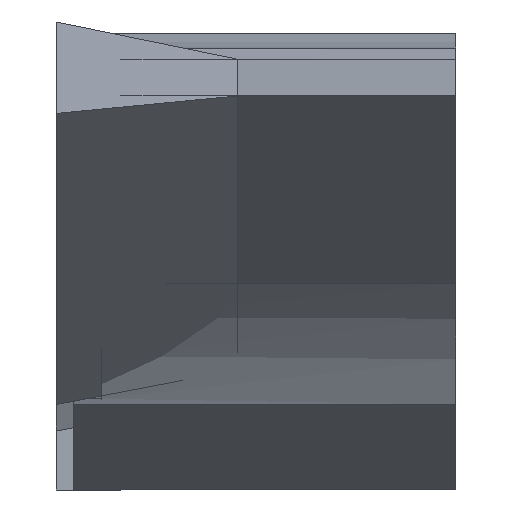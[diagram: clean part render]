
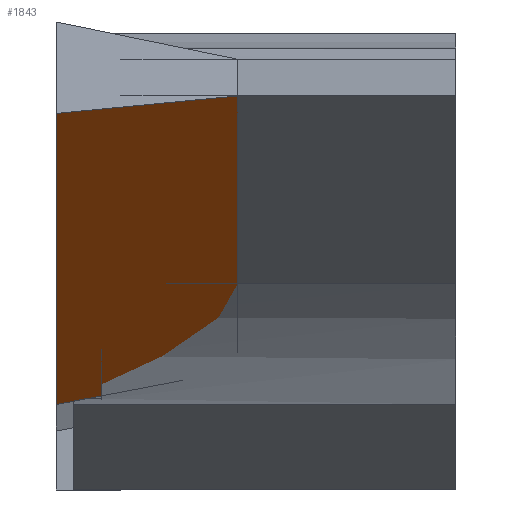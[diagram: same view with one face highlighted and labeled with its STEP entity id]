
A CAD part, left-side view. The second image highlights one B-rep face of the part: STEP entity #1843.
In plain terms, the highlighted face is planar.
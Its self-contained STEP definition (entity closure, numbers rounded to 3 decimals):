
#13 = LINE ( 'NONE', #899, #1101 ) ;
#126 = VECTOR ( 'NONE', #543, 1000. ) ;
#134 = LINE ( 'NONE', #560, #126 ) ;
#162 = VECTOR ( 'NONE', #848, 1000. ) ;
#163 = LINE ( 'NONE', #846, #162 ) ;
#248 = CARTESIAN_POINT ( 'NONE',  ( 2.878, 1.26, -3.18 ) ) ;
#358 = VERTEX_POINT ( 'NONE', #2432 ) ;
#368 = DIRECTION ( 'NONE',  ( -0.819, -0.574, 0. ) ) ;
#373 = DIRECTION ( 'NONE',  ( -0.563, 0.804, -0.191 ) ) ;
#374 = PLANE ( 'NONE',  #2568 ) ;
#401 = CARTESIAN_POINT ( 'NONE',  ( 2.282, 1.598, 0. ) ) ;
#543 = DIRECTION ( 'NONE',  ( -0.819, -0.574, 0. ) ) ;
#560 = CARTESIAN_POINT ( 'NONE',  ( 2.282, 1.598, 0. ) ) ;
#564 = FACE_OUTER_BOUND ( 'NONE', #1267, .T. ) ;
#656 = CARTESIAN_POINT ( 'NONE',  ( 9.069, 6.35, 0. ) ) ;
#846 = CARTESIAN_POINT ( 'NONE',  ( 2.636, 1.091, -3.18 ) ) ;
#848 = DIRECTION ( 'NONE',  ( -0.819, -0.574, 0. ) ) ;
#899 = CARTESIAN_POINT ( 'NONE',  ( 9.069, 6.35, 0. ) ) ;
#925 = DIRECTION ( 'NONE',  ( -0.06, 0.19, 0.98 ) ) ;
#979 = VECTOR ( 'NONE', #2028, 1000. ) ;
#1031 = EDGE_CURVE ( 'NONE', #2566, #1496, #1043, .T. ) ;
#1043 = LINE ( 'NONE', #2035, #979 ) ;
#1101 = VECTOR ( 'NONE', #925, 1000. ) ;
#1123 = CARTESIAN_POINT ( 'NONE',  ( 2.282, 1.598, 0. ) ) ;
#1267 = EDGE_LOOP ( 'NONE', ( #1779, #1831, #1826, #1823 ) ) ;
#1496 = VERTEX_POINT ( 'NONE', #1123 ) ;
#1702 = VERTEX_POINT ( 'NONE', #656 ) ;
#1779 = ORIENTED_EDGE ( 'NONE', *, *, #2505, .F. ) ;
#1823 = ORIENTED_EDGE ( 'NONE', *, *, #1031, .T. ) ;
#1826 = ORIENTED_EDGE ( 'NONE', *, *, #2464, .T. ) ;
#1831 = ORIENTED_EDGE ( 'NONE', *, *, #2600, .F. ) ;
#1843 = ADVANCED_FACE ( 'NONE', ( #564 ), #374, .T. ) ;
#2028 = DIRECTION ( 'NONE',  ( -0.183, 0.104, 0.978 ) ) ;
#2035 = CARTESIAN_POINT ( 'NONE',  ( 2.282, 1.598, 0. ) ) ;
#2432 = CARTESIAN_POINT ( 'NONE',  ( 9.264, 5.732, -3.18 ) ) ;
#2464 = EDGE_CURVE ( 'NONE', #358, #2566, #163, .T. ) ;
#2505 = EDGE_CURVE ( 'NONE', #1702, #1496, #134, .T. ) ;
#2566 = VERTEX_POINT ( 'NONE', #248 ) ;
#2568 = AXIS2_PLACEMENT_3D ( 'NONE', #401, #373, #368 ) ;
#2600 = EDGE_CURVE ( 'NONE', #358, #1702, #13, .T. ) ;
